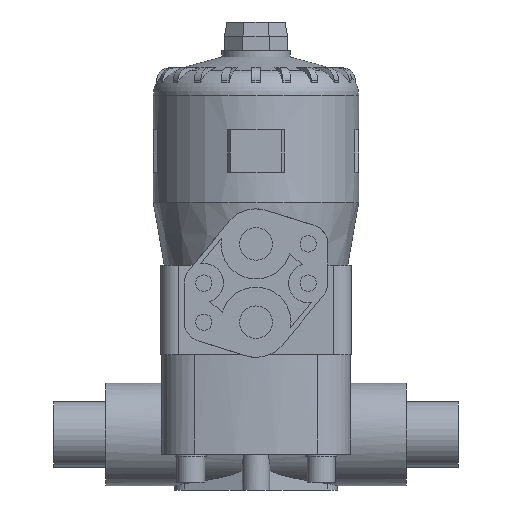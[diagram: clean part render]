
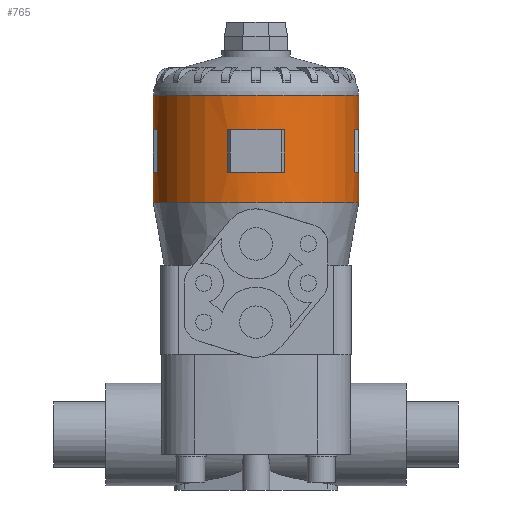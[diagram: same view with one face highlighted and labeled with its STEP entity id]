
A CAD part, front view. The second image highlights one B-rep face of the part: STEP entity #765.
In plain terms, the highlighted cylindrical face has radius 31.5 mm (diameter 63 mm), a partial arc.
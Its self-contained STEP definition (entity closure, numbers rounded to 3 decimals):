
#765=ADVANCED_FACE('',(#1594,#1595),#1596,.T.);
#1594=FACE_OUTER_BOUND('',#2490,.T.);
#1595=FACE_BOUND('',#2491,.T.);
#1596=CYLINDRICAL_SURFACE('',#2492,31.5);
#2490=EDGE_LOOP('',(#4760,#4761,#4762,#4763,#4764,#4765,#4766,#4767,#4768,#4769,#4770,#4771));
#2491=EDGE_LOOP('',(#4772,#4773,#4774,#4775,#4776,#4777));
#2492=AXIS2_PLACEMENT_3D('',#4778,#4779,#4780);
#4760=ORIENTED_EDGE('',*,*,#5517,.T.);
#4761=ORIENTED_EDGE('',*,*,#5818,.T.);
#4762=ORIENTED_EDGE('',*,*,#5822,.T.);
#4763=ORIENTED_EDGE('',*,*,#5811,.T.);
#4764=ORIENTED_EDGE('',*,*,#5525,.T.);
#4765=ORIENTED_EDGE('',*,*,#5948,.F.);
#4766=ORIENTED_EDGE('',*,*,#5523,.T.);
#4767=ORIENTED_EDGE('',*,*,#5857,.T.);
#4768=ORIENTED_EDGE('',*,*,#5869,.T.);
#4769=ORIENTED_EDGE('',*,*,#5872,.T.);
#4770=ORIENTED_EDGE('',*,*,#5519,.T.);
#4771=ORIENTED_EDGE('',*,*,#5791,.T.);
#4772=ORIENTED_EDGE('',*,*,#5843,.T.);
#4773=ORIENTED_EDGE('',*,*,#5831,.T.);
#4774=ORIENTED_EDGE('',*,*,#5835,.T.);
#4775=ORIENTED_EDGE('',*,*,#5849,.T.);
#4776=ORIENTED_EDGE('',*,*,#5852,.T.);
#4777=ORIENTED_EDGE('',*,*,#5839,.T.);
#4778=CARTESIAN_POINT('',(0.0,0.0,87.579));
#4779=DIRECTION('',(0.0,0.0,1.0));
#4780=DIRECTION('',(1.0,0.0,0.0));
#5517=EDGE_CURVE('',#6699,#6700,#6701,.T.);
#5519=EDGE_CURVE('',#6704,#6702,#6705,.T.);
#5523=EDGE_CURVE('',#6712,#6710,#6713,.T.);
#5525=EDGE_CURVE('',#6716,#6714,#6717,.T.);
#5791=EDGE_CURVE('',#6702,#6699,#7123,.T.);
#5811=EDGE_CURVE('',#7151,#6716,#7152,.T.);
#5818=EDGE_CURVE('',#6700,#7161,#7162,.T.);
#5822=EDGE_CURVE('',#7161,#7151,#7167,.T.);
#5831=EDGE_CURVE('',#7177,#7178,#7179,.T.);
#5835=EDGE_CURVE('',#7178,#7184,#7185,.T.);
#5839=EDGE_CURVE('',#7190,#7191,#7192,.T.);
#5843=EDGE_CURVE('',#7191,#7177,#7197,.T.);
#5849=EDGE_CURVE('',#7184,#7204,#7205,.T.);
#5852=EDGE_CURVE('',#7204,#7190,#7208,.T.);
#5857=EDGE_CURVE('',#6710,#7214,#7215,.T.);
#5869=EDGE_CURVE('',#7214,#7230,#7231,.T.);
#5872=EDGE_CURVE('',#7230,#6704,#7234,.T.);
#5948=EDGE_CURVE('',#6712,#6714,#7360,.T.);
#6699=VERTEX_POINT('',#8561);
#6700=VERTEX_POINT('',#8562);
#6701=LINE('',#8563,#8564);
#6702=VERTEX_POINT('',#8565);
#6704=VERTEX_POINT('',#8567);
#6705=LINE('',#8568,#8569);
#6710=VERTEX_POINT('',#8575);
#6712=VERTEX_POINT('',#8577);
#6713=LINE('',#8578,#8579);
#6714=VERTEX_POINT('',#8580);
#6716=VERTEX_POINT('',#8582);
#6717=LINE('',#8583,#8584);
#7123=CIRCLE('',#9581,31.5);
#7151=VERTEX_POINT('',#9618);
#7152=CIRCLE('',#9619,31.5);
#7161=VERTEX_POINT('',#9632);
#7162=CIRCLE('',#9633,31.5);
#7167=LINE('',#9640,#9641);
#7177=VERTEX_POINT('',#9655);
#7178=VERTEX_POINT('',#9656);
#7179=CIRCLE('',#9657,31.5);
#7184=VERTEX_POINT('',#9664);
#7185=CIRCLE('',#9665,31.5);
#7190=VERTEX_POINT('',#9672);
#7191=VERTEX_POINT('',#9673);
#7192=CIRCLE('',#9674,31.5);
#7197=LINE('',#9681,#9682);
#7204=VERTEX_POINT('',#9692);
#7205=LINE('',#9693,#9694);
#7208=CIRCLE('',#9698,31.5);
#7214=VERTEX_POINT('',#9706);
#7215=CIRCLE('',#9707,31.5);
#7230=VERTEX_POINT('',#9729);
#7231=LINE('',#9730,#9731);
#7234=CIRCLE('',#9735,31.5);
#7360=CIRCLE('',#10330,31.5);
#8561=CARTESIAN_POINT('',(31.5,0.0,71.113));
#8562=CARTESIAN_POINT('',(31.5,0.,80.45));
#8563=CARTESIAN_POINT('',(31.5,0.,87.579));
#8564=VECTOR('',#11519,1.0);
#8565=CARTESIAN_POINT('',(-31.5,0.,71.113));
#8567=CARTESIAN_POINT('',(-31.5,0.,80.45));
#8568=CARTESIAN_POINT('',(-31.5,0.,87.579));
#8569=VECTOR('',#11523,1.0);
#8575=CARTESIAN_POINT('',(-31.5,0.,93.45));
#8577=CARTESIAN_POINT('',(-31.5,0.,104.046));
#8578=CARTESIAN_POINT('',(-31.5,0.,87.579));
#8579=VECTOR('',#11531,1.0);
#8580=CARTESIAN_POINT('',(31.5,0.0,104.046));
#8582=CARTESIAN_POINT('',(31.5,0.,93.45));
#8583=CARTESIAN_POINT('',(31.5,0.,87.579));
#8584=VECTOR('',#11535,1.0);
#9581=AXIS2_PLACEMENT_3D('',#11821,#11822,#11823);
#9618=CARTESIAN_POINT('',(30.274,-8.702,93.45));
#9619=AXIS2_PLACEMENT_3D('',#11851,#11852,#11853);
#9632=CARTESIAN_POINT('',(30.274,-8.702,80.45));
#9633=AXIS2_PLACEMENT_3D('',#11858,#11859,#11860);
#9640=CARTESIAN_POINT('',(30.274,-8.702,86.95));
#9641=VECTOR('',#11863,1.0);
#9655=CARTESIAN_POINT('',(-8.702,-30.274,93.45));
#9656=CARTESIAN_POINT('',(0.,-31.5,93.45));
#9657=AXIS2_PLACEMENT_3D('',#11868,#11869,#11870);
#9664=CARTESIAN_POINT('',(8.702,-30.274,93.45));
#9665=AXIS2_PLACEMENT_3D('',#11873,#11874,#11875);
#9672=CARTESIAN_POINT('',(0.,-31.5,80.45));
#9673=CARTESIAN_POINT('',(-8.702,-30.274,80.45));
#9674=AXIS2_PLACEMENT_3D('',#11878,#11879,#11880);
#9681=CARTESIAN_POINT('',(-8.702,-30.274,86.95));
#9682=VECTOR('',#11883,1.0);
#9692=CARTESIAN_POINT('',(8.702,-30.274,80.45));
#9693=CARTESIAN_POINT('',(8.702,-30.274,86.95));
#9694=VECTOR('',#11887,1.0);
#9698=AXIS2_PLACEMENT_3D('',#11889,#11890,#11891);
#9706=CARTESIAN_POINT('',(-30.274,-8.702,93.45));
#9707=AXIS2_PLACEMENT_3D('',#11894,#11895,#11896);
#9729=CARTESIAN_POINT('',(-30.274,-8.702,80.45));
#9730=CARTESIAN_POINT('',(-30.274,-8.702,86.95));
#9731=VECTOR('',#11904,1.0);
#9735=AXIS2_PLACEMENT_3D('',#11906,#11907,#11908);
#10330=AXIS2_PLACEMENT_3D('',#11964,#11965,#11966);
#11519=DIRECTION('',(0.0,0.0,1.0));
#11523=DIRECTION('',(-0.0,-0.0,-1.0));
#11531=DIRECTION('',(-0.0,-0.0,-1.0));
#11535=DIRECTION('',(0.0,0.0,1.0));
#11821=CARTESIAN_POINT('',(0.0,0.0,71.113));
#11822=DIRECTION('',(0.0,0.0,1.0));
#11823=DIRECTION('',(1.0,0.0,0.0));
#11851=CARTESIAN_POINT('',(0.0,0.0,93.45));
#11852=DIRECTION('',(0.0,-0.0,1.0));
#11853=DIRECTION('',(1.0,0.0,0.0));
#11858=CARTESIAN_POINT('',(0.0,0.0,80.45));
#11859=DIRECTION('',(0.0,0.0,-1.0));
#11860=DIRECTION('',(1.0,0.0,0.0));
#11863=DIRECTION('',(0.0,0.0,1.0));
#11868=CARTESIAN_POINT('',(0.0,0.0,93.45));
#11869=DIRECTION('',(0.0,-0.0,1.0));
#11870=DIRECTION('',(1.0,0.0,0.0));
#11873=CARTESIAN_POINT('',(0.0,0.0,93.45));
#11874=DIRECTION('',(0.0,-0.0,1.0));
#11875=DIRECTION('',(1.0,0.0,0.0));
#11878=CARTESIAN_POINT('',(0.0,0.0,80.45));
#11879=DIRECTION('',(0.0,0.0,-1.0));
#11880=DIRECTION('',(1.0,0.0,0.0));
#11883=DIRECTION('',(0.0,0.0,1.0));
#11887=DIRECTION('',(-0.0,-0.0,-1.0));
#11889=CARTESIAN_POINT('',(0.0,0.0,80.45));
#11890=DIRECTION('',(0.0,0.0,-1.0));
#11891=DIRECTION('',(1.0,0.0,0.0));
#11894=CARTESIAN_POINT('',(0.0,0.0,93.45));
#11895=DIRECTION('',(0.0,-0.0,1.0));
#11896=DIRECTION('',(1.0,0.0,0.0));
#11904=DIRECTION('',(-0.0,-0.0,-1.0));
#11906=CARTESIAN_POINT('',(0.0,0.0,80.45));
#11907=DIRECTION('',(0.0,0.0,-1.0));
#11908=DIRECTION('',(1.0,0.0,0.0));
#11964=CARTESIAN_POINT('',(0.0,0.0,104.046));
#11965=DIRECTION('',(0.0,0.0,1.0));
#11966=DIRECTION('',(1.0,0.0,0.0));
